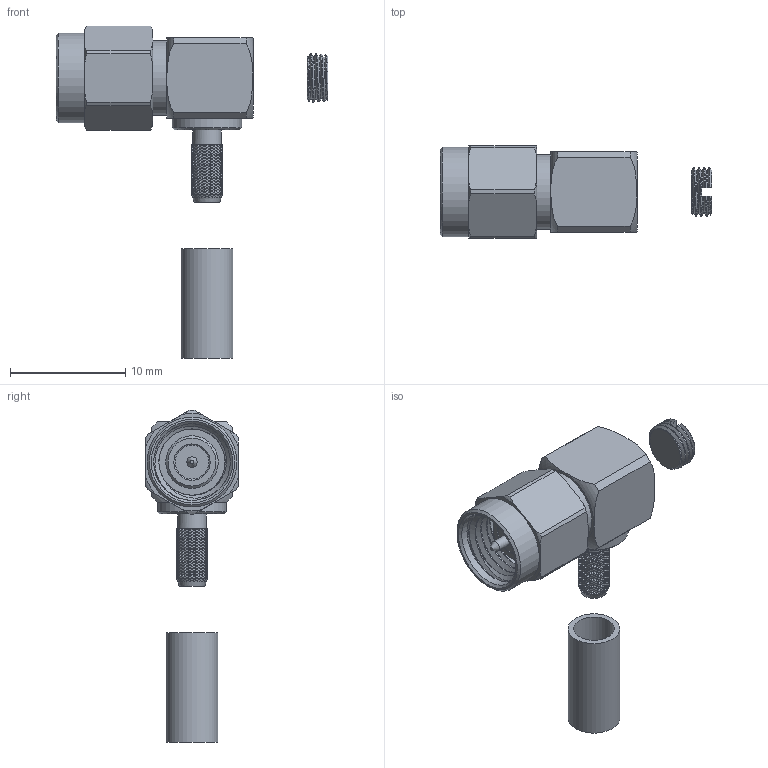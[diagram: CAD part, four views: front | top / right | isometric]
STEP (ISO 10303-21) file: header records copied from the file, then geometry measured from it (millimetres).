
FILE_DESCRIPTION(/* description */ ('Unknown'),/* implementation_level */ '2;1');
FILE_NAME(/* name */ '60336021210620',/* time_stamp */ '2019-06-18T16:05:41+02:00',/* author */ ('Unknown'),/* organization */ ('Unknown'),/* preprocessor_version */ 'ST-DEVELOPER v16.7',/* originating_system */ 'DEX',/* authorisation */ $);
FILE_SCHEMA (('AUTOMOTIVE_DESIGN {1 0 10303 214 3 1 1}'));
Products named in the file (1): 60336021210620
Bounding box: 23.6 x 8 x 28.82 mm (x, y, z)
Volume: 742.3 mm3; surface area: 1510.2 mm2
Topology: 3 solids, 3 shells, 3882 faces, 7886 edges, 4026 vertices
Faces by surface type: bspline 2973, cylinder 761, plane 81, cone 58, torus 9
Full cylindrical faces by diameter (mm): 0.92 x1, 1.7 x2, 2.2 x1, 2.5 x1, 2.7 x1, 2.95 x1, 3.5 x1, 3.8 x1, 4.5 x3, 4.56 x1, 4.75 x1, 6 x2, 6.5 x2, 6.66 x6, 7 x1, 7.8 x1
Entity records: 223406 total; most frequent: CARTESIAN_POINT 149380, ORIENTED_EDGE 15634, EDGE_CURVE 7817, VERTEX_POINT 3998, EDGE_LOOP 3933, FACE_BOUND 3933, ADVANCED_FACE 3876, STYLED_ITEM 3846
